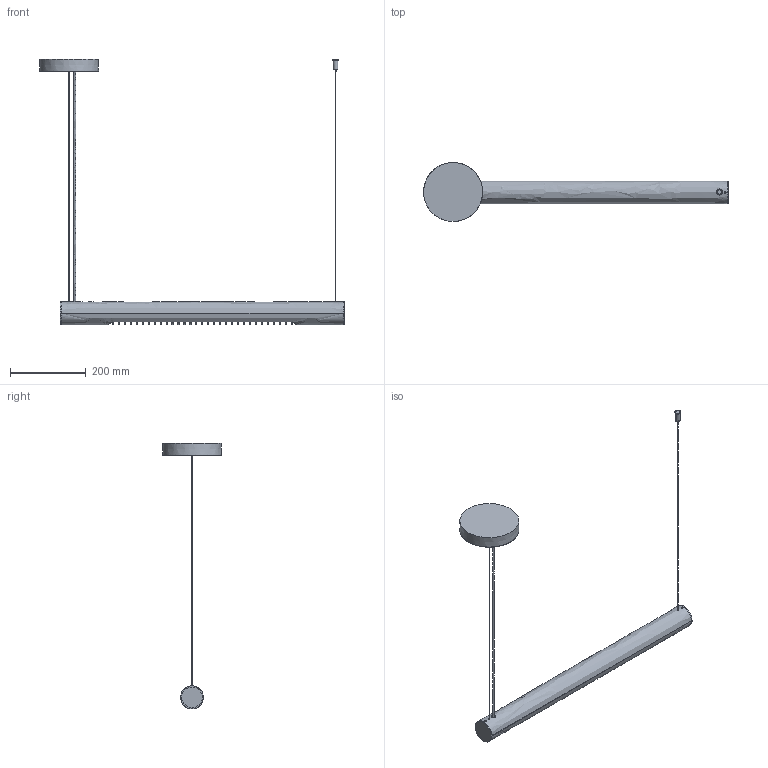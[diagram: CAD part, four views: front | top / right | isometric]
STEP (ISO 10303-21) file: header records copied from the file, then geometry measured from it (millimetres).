
FILE_DESCRIPTION(/* description */ (''),/* implementation_level */ '2;1');
FILE_NAME(/* name */ 'Roest_75h_3D_mm',/* time_stamp */ '2025-07-01T15:32:13-07:00',/* author */ (''),/* organization */ (''),/* preprocessor_version */ 'ST-DEVELOPER v16.5',/* originating_system */ '',/* authorisation */ '');
FILE_SCHEMA (('AUTOMOTIVE_DESIGN'));
Length unit declared in the file: millimetre
Products named in the file (1): Document
Bounding box: 804.79 x 155.57 x 701.03 mm (x, y, z)
Volume: 964057.9 mm3; surface area: 323445.9 mm2
Topology: 2 solids, 6 shells, 172 faces, 462 edges, 307 vertices
Faces by surface type: plane 139, bspline 33
Entity records: 5986 total; most frequent: CARTESIAN_POINT 2844, ORIENTED_EDGE 916, EDGE_CURVE 462, VERTEX_POINT 307, B_SPLINE_CURVE_WITH_KNOTS 286, EDGE_LOOP 244, ADVANCED_FACE 172, FACE_OUTER_BOUND 172
